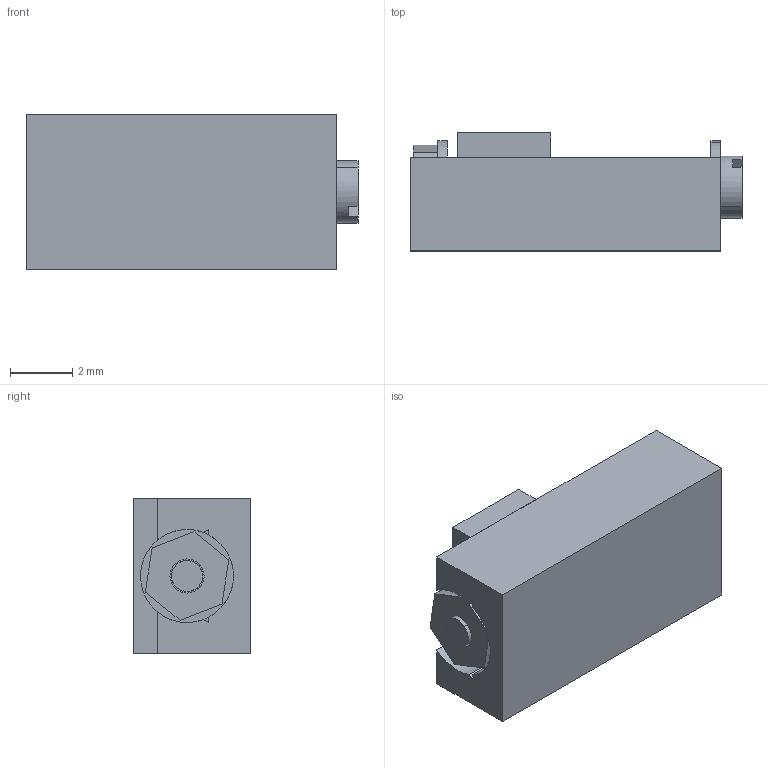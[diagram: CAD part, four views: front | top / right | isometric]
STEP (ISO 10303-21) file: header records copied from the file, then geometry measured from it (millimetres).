
FILE_DESCRIPTION (( 'STEP AP214' ), '1' );
FILE_NAME ('Assem1.STEP', '2019-03-28T14:14:13', ( '' ), ( '' ), 'SwSTEP 2.0', 'SolidWorks 2017', '' );
FILE_SCHEMA (( 'AUTOMOTIVE_DESIGN' ));
Length unit declared in the file: millimetre
Products named in the file (6): Assem1; nut; shuttle; washer_m1; drive; screw_m1x10
Assembly tree (6 placements, depth 2):
  Assem1
    drive
    shuttle
    washer_m1  x2
    screw_m1x10
    nut
Bounding box: 10.7 x 3.8 x 5 mm (x, y, z)
Volume: 144 mm3; surface area: 400.7 mm2
Topology: 6 solids, 6 shells, 77 faces, 192 edges, 128 vertices
Faces by surface type: plane 53, cylinder 24
Entity records: 2477 total; most frequent: DIRECTION 384, CARTESIAN_POINT 380, ORIENTED_EDGE 360, EDGE_CURVE 180, LINE 136, VECTOR 136, AXIS2_PLACEMENT_3D 124, VERTEX_POINT 120
